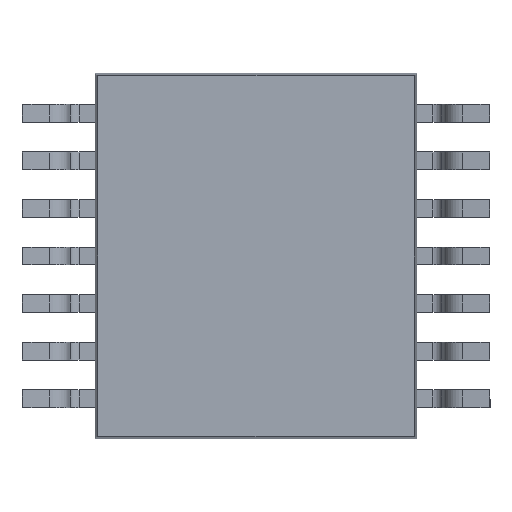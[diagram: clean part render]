
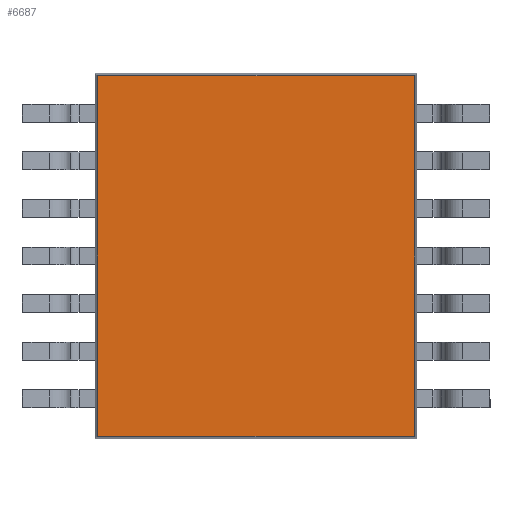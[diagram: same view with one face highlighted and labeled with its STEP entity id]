
A CAD part, front view. The second image highlights one B-rep face of the part: STEP entity #6687.
In plain terms, the highlighted planar face has unit normal (0, -1, 0).
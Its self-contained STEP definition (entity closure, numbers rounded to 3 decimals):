
#151 = EDGE_CURVE ( 'NONE', #1810, #5132, #5300, .T. ) ;
#202 = DIRECTION ( 'NONE',  ( -1., 0., 0. ) ) ;
#337 = VERTEX_POINT ( 'NONE', #4820 ) ;
#366 = LINE ( 'NONE', #5080, #5356 ) ;
#394 = EDGE_LOOP ( 'NONE', ( #538, #5177, #5572, #3184 ) ) ;
#538 = ORIENTED_EDGE ( 'NONE', *, *, #1579, .T. ) ;
#928 = DIRECTION ( 'NONE',  ( 0., 0., 1. ) ) ;
#1579 = EDGE_CURVE ( 'NONE', #5132, #337, #366, .T. ) ;
#1741 = PLANE ( 'NONE',  #2563 ) ;
#1810 = VERTEX_POINT ( 'NONE', #2800 ) ;
#2185 = LINE ( 'NONE', #3289, #3392 ) ;
#2258 = CARTESIAN_POINT ( 'NONE',  ( 0., 0.15, 0. ) ) ;
#2332 = DIRECTION ( 'NONE',  ( 0., -1., 0. ) ) ;
#2470 = VERTEX_POINT ( 'NONE', #5064 ) ;
#2563 = AXIS2_PLACEMENT_3D ( 'NONE', #2258, #2332, #4288 ) ;
#2596 = DIRECTION ( 'NONE',  ( 0., 0., -1. ) ) ;
#2732 = VECTOR ( 'NONE', #5735, 1000. ) ;
#2800 = CARTESIAN_POINT ( 'NONE',  ( -2.165, 0.15, -2.465 ) ) ;
#3060 = FACE_OUTER_BOUND ( 'NONE', #394, .T. ) ;
#3184 = ORIENTED_EDGE ( 'NONE', *, *, #151, .T. ) ;
#3185 = EDGE_CURVE ( 'NONE', #2470, #1810, #3259, .T. ) ;
#3236 = CARTESIAN_POINT ( 'NONE',  ( 2.165, 0.15, -2.465 ) ) ;
#3259 = LINE ( 'NONE', #6221, #3655 ) ;
#3289 = CARTESIAN_POINT ( 'NONE',  ( 2.2, 0.15, 2.465 ) ) ;
#3392 = VECTOR ( 'NONE', #202, 1000. ) ;
#3655 = VECTOR ( 'NONE', #2596, 1000. ) ;
#4288 = DIRECTION ( 'NONE',  ( 1., 0., 0. ) ) ;
#4820 = CARTESIAN_POINT ( 'NONE',  ( 2.165, 0.15, 2.465 ) ) ;
#5064 = CARTESIAN_POINT ( 'NONE',  ( -2.165, 0.15, 2.465 ) ) ;
#5080 = CARTESIAN_POINT ( 'NONE',  ( 2.165, 0.15, -2.5 ) ) ;
#5132 = VERTEX_POINT ( 'NONE', #3236 ) ;
#5177 = ORIENTED_EDGE ( 'NONE', *, *, #5519, .T. ) ;
#5300 = LINE ( 'NONE', #5308, #2732 ) ;
#5308 = CARTESIAN_POINT ( 'NONE',  ( -2.2, 0.15, -2.465 ) ) ;
#5356 = VECTOR ( 'NONE', #928, 1000. ) ;
#5519 = EDGE_CURVE ( 'NONE', #337, #2470, #2185, .T. ) ;
#5572 = ORIENTED_EDGE ( 'NONE', *, *, #3185, .T. ) ;
#5735 = DIRECTION ( 'NONE',  ( 1., 0., 0. ) ) ;
#6221 = CARTESIAN_POINT ( 'NONE',  ( -2.165, 0.15, 2.5 ) ) ;
#6687 = ADVANCED_FACE ( 'NONE', ( #3060 ), #1741, .T. ) ;
